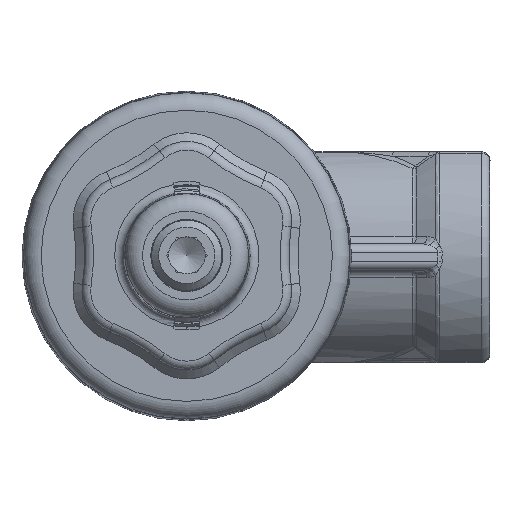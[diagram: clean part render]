
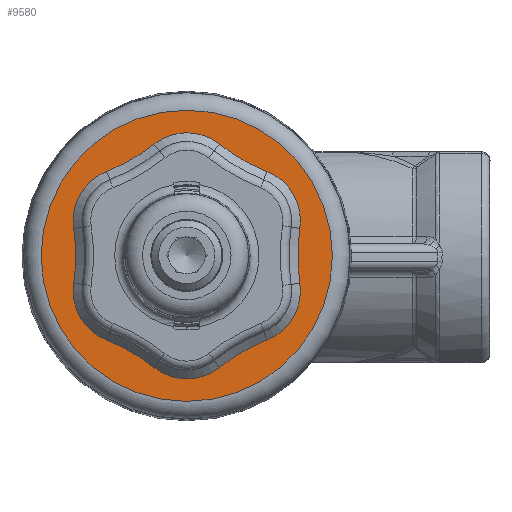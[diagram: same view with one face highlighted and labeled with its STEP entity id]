
A CAD part, top view. The second image highlights one B-rep face of the part: STEP entity #9580.
In plain terms, the highlighted planar face has unit normal (0, 0, 1).
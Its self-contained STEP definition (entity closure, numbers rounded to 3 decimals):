
#347=PLANE('',#10272);
#910=CIRCLE('',#10273,21.);
#911=CIRCLE('',#10274,6.);
#912=CIRCLE('',#10275,21.);
#913=CIRCLE('',#10276,6.);
#914=CIRCLE('',#10277,21.);
#915=CIRCLE('',#10278,6.);
#916=CIRCLE('',#10279,21.);
#917=CIRCLE('',#10280,6.);
#918=CIRCLE('',#10281,21.);
#919=CIRCLE('',#10282,6.);
#920=CIRCLE('',#10283,21.);
#921=CIRCLE('',#10284,6.);
#922=CIRCLE('',#10285,16.566);
#2508=ORIENTED_EDGE('',*,*,#3715,.T.);
#2509=ORIENTED_EDGE('',*,*,#3716,.T.);
#2510=ORIENTED_EDGE('',*,*,#3717,.T.);
#2511=ORIENTED_EDGE('',*,*,#3718,.T.);
#2512=ORIENTED_EDGE('',*,*,#3719,.T.);
#2513=ORIENTED_EDGE('',*,*,#3720,.T.);
#2514=ORIENTED_EDGE('',*,*,#3721,.T.);
#2515=ORIENTED_EDGE('',*,*,#3722,.T.);
#2516=ORIENTED_EDGE('',*,*,#3723,.T.);
#2517=ORIENTED_EDGE('',*,*,#3724,.T.);
#2518=ORIENTED_EDGE('',*,*,#3725,.T.);
#2519=ORIENTED_EDGE('',*,*,#3726,.T.);
#2520=ORIENTED_EDGE('',*,*,#3727,.T.);
#3715=EDGE_CURVE('',#4374,#4375,#910,.T.);
#3716=EDGE_CURVE('',#4375,#4376,#911,.F.);
#3717=EDGE_CURVE('',#4376,#4377,#912,.T.);
#3718=EDGE_CURVE('',#4377,#4378,#913,.F.);
#3719=EDGE_CURVE('',#4378,#4379,#914,.T.);
#3720=EDGE_CURVE('',#4379,#4380,#915,.F.);
#3721=EDGE_CURVE('',#4380,#4381,#916,.T.);
#3722=EDGE_CURVE('',#4381,#4382,#917,.F.);
#3723=EDGE_CURVE('',#4382,#4383,#918,.T.);
#3724=EDGE_CURVE('',#4383,#4384,#919,.F.);
#3725=EDGE_CURVE('',#4384,#4385,#920,.T.);
#3726=EDGE_CURVE('',#4385,#4374,#921,.F.);
#3727=EDGE_CURVE('',#4386,#4386,#922,.T.);
#4374=VERTEX_POINT('',#18070);
#4375=VERTEX_POINT('',#18071);
#4376=VERTEX_POINT('',#18073);
#4377=VERTEX_POINT('',#18075);
#4378=VERTEX_POINT('',#18077);
#4379=VERTEX_POINT('',#18079);
#4380=VERTEX_POINT('',#18081);
#4381=VERTEX_POINT('',#18083);
#4382=VERTEX_POINT('',#18085);
#4383=VERTEX_POINT('',#18087);
#4384=VERTEX_POINT('',#18089);
#4385=VERTEX_POINT('',#18091);
#4386=VERTEX_POINT('',#18094);
#5470=EDGE_LOOP('',(#2508,#2509,#2510,#2511,#2512,#2513,#2514,#2515,#2516,
#2517,#2518,#2519));
#5471=EDGE_LOOP('',(#2520));
#5957=FACE_BOUND('',#5470,.T.);
#5958=FACE_BOUND('',#5471,.T.);
#9580=ADVANCED_FACE('',(#5957,#5958),#347,.T.);
#10272=AXIS2_PLACEMENT_3D('',#18068,#11861,#11862);
#10273=AXIS2_PLACEMENT_3D('',#18069,#11863,#11864);
#10274=AXIS2_PLACEMENT_3D('',#18072,#11865,#11866);
#10275=AXIS2_PLACEMENT_3D('',#18074,#11867,#11868);
#10276=AXIS2_PLACEMENT_3D('',#18076,#11869,#11870);
#10277=AXIS2_PLACEMENT_3D('',#18078,#11871,#11872);
#10278=AXIS2_PLACEMENT_3D('',#18080,#11873,#11874);
#10279=AXIS2_PLACEMENT_3D('',#18082,#11875,#11876);
#10280=AXIS2_PLACEMENT_3D('',#18084,#11877,#11878);
#10281=AXIS2_PLACEMENT_3D('',#18086,#11879,#11880);
#10282=AXIS2_PLACEMENT_3D('',#18088,#11881,#11882);
#10283=AXIS2_PLACEMENT_3D('',#18090,#11883,#11884);
#10284=AXIS2_PLACEMENT_3D('',#18092,#11885,#11886);
#10285=AXIS2_PLACEMENT_3D('',#18093,#11887,#11888);
#11861=DIRECTION('',(0.,0.,1.));
#11862=DIRECTION('',(0.,1.,0.));
#11863=DIRECTION('',(0.,0.,1.));
#11864=DIRECTION('',(0.,1.,0.));
#11865=DIRECTION('',(0.,0.,1.));
#11866=DIRECTION('',(0.,1.,0.));
#11867=DIRECTION('',(0.,0.,1.));
#11868=DIRECTION('',(0.,1.,0.));
#11869=DIRECTION('',(0.,0.,1.));
#11870=DIRECTION('',(0.,1.,0.));
#11871=DIRECTION('',(0.,0.,1.));
#11872=DIRECTION('',(0.,1.,0.));
#11873=DIRECTION('',(0.,0.,1.));
#11874=DIRECTION('',(0.,1.,0.));
#11875=DIRECTION('',(0.,0.,1.));
#11876=DIRECTION('',(0.,1.,0.));
#11877=DIRECTION('',(0.,0.,1.));
#11878=DIRECTION('',(0.,1.,0.));
#11879=DIRECTION('',(0.,0.,1.));
#11880=DIRECTION('',(0.,1.,0.));
#11881=DIRECTION('',(0.,0.,1.));
#11882=DIRECTION('',(0.,1.,0.));
#11883=DIRECTION('',(0.,0.,1.));
#11884=DIRECTION('',(0.,1.,0.));
#11885=DIRECTION('',(0.,0.,1.));
#11886=DIRECTION('',(0.,1.,0.));
#11887=DIRECTION('',(0.,0.,1.));
#11888=DIRECTION('',(0.,1.,0.));
#18068=CARTESIAN_POINT('',(0.,-11.,97.));
#18069=CARTESIAN_POINT('',(16.815,29.125,97.));
#18070=CARTESIAN_POINT('',(3.737,12.694,97.));
#18071=CARTESIAN_POINT('',(9.125,9.583,97.));
#18072=CARTESIAN_POINT('',(6.928,4.,97.));
#18073=CARTESIAN_POINT('',(12.862,3.111,97.));
#18074=CARTESIAN_POINT('',(33.63,0.,97.));
#18075=CARTESIAN_POINT('',(12.862,-3.111,97.));
#18076=CARTESIAN_POINT('',(6.928,-4.,97.));
#18077=CARTESIAN_POINT('',(9.125,-9.583,97.));
#18078=CARTESIAN_POINT('',(16.815,-29.125,97.));
#18079=CARTESIAN_POINT('',(3.737,-12.694,97.));
#18080=CARTESIAN_POINT('',(0.,-8.,97.));
#18081=CARTESIAN_POINT('',(-3.737,-12.694,97.));
#18082=CARTESIAN_POINT('',(-16.815,-29.125,97.));
#18083=CARTESIAN_POINT('',(-9.125,-9.583,97.));
#18084=CARTESIAN_POINT('',(-6.928,-4.,97.));
#18085=CARTESIAN_POINT('',(-12.862,-3.111,97.));
#18086=CARTESIAN_POINT('',(-33.63,0.,97.));
#18087=CARTESIAN_POINT('',(-12.862,3.111,97.));
#18088=CARTESIAN_POINT('',(-6.928,4.,97.));
#18089=CARTESIAN_POINT('',(-9.125,9.583,97.));
#18090=CARTESIAN_POINT('',(-16.815,29.125,97.));
#18091=CARTESIAN_POINT('',(-3.737,12.694,97.));
#18092=CARTESIAN_POINT('',(0.,8.,97.));
#18093=CARTESIAN_POINT('',(0.,0.,97.));
#18094=CARTESIAN_POINT('',(0.,16.566,97.));
